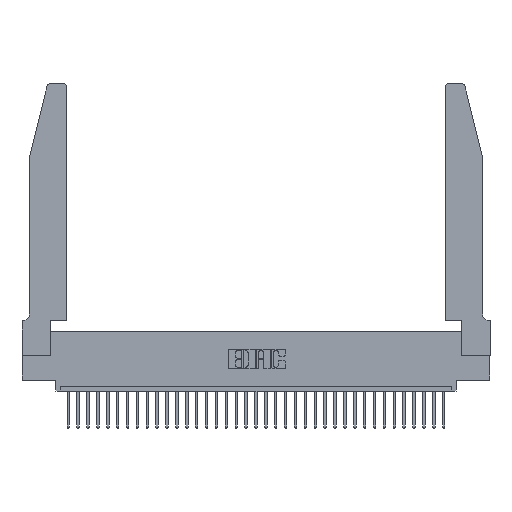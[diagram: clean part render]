
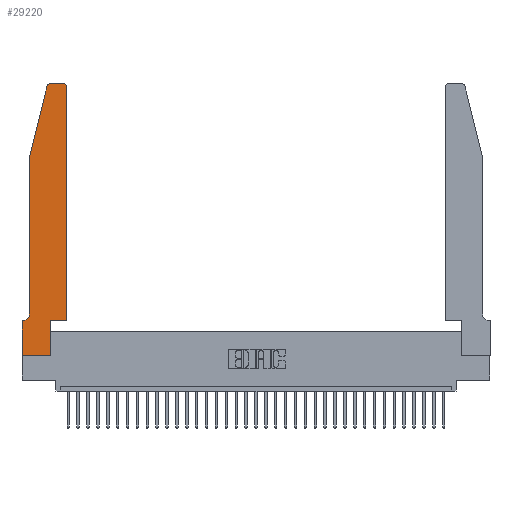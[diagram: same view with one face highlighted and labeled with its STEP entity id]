
A CAD part, top view. The second image highlights one B-rep face of the part: STEP entity #29220.
In plain terms, the highlighted planar face has unit normal (0, 0, 1).
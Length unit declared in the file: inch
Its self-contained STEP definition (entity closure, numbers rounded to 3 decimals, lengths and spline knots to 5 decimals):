
#404 = DIRECTION ( 'NONE',  ( -1., 0., 0. ) ) ;
#466 = VERTEX_POINT ( 'NONE', #16009 ) ;
#918 = LINE ( 'NONE', #8845, #28532 ) ;
#1374 = DIRECTION ( 'NONE',  ( -1., 0., 0. ) ) ;
#2184 = EDGE_CURVE ( 'NONE', #17798, #30585, #7984, .T. ) ;
#2243 = DIRECTION ( 'NONE',  ( 1., 0., 0. ) ) ;
#2407 = VERTEX_POINT ( 'NONE', #28701 ) ;
#2713 = VECTOR ( 'NONE', #7781, 39.37008 ) ;
#3125 = ORIENTED_EDGE ( 'NONE', *, *, #23016, .T. ) ;
#3329 = DIRECTION ( 'NONE',  ( 1., 0., 0. ) ) ;
#3989 = DIRECTION ( 'NONE',  ( 0., 0., 1. ) ) ;
#4037 = AXIS2_PLACEMENT_3D ( 'NONE', #14203, #24828, #1374 ) ;
#4236 = CARTESIAN_POINT ( 'NONE',  ( 0.4505, 2.72, 0.37 ) ) ;
#4434 = VECTOR ( 'NONE', #6264, 39.37008 ) ;
#5063 = ORIENTED_EDGE ( 'NONE', *, *, #2184, .T. ) ;
#5622 = LINE ( 'NONE', #24307, #28624 ) ;
#6207 = LINE ( 'NONE', #22262, #11636 ) ;
#6230 = ORIENTED_EDGE ( 'NONE', *, *, #30883, .T. ) ;
#6264 = DIRECTION ( 'NONE',  ( -1., 0., 0. ) ) ;
#6483 = VERTEX_POINT ( 'NONE', #7059 ) ;
#7059 = CARTESIAN_POINT ( 'NONE',  ( 0.25487, 2.72718, 0.37 ) ) ;
#7781 = DIRECTION ( 'NONE',  ( 0., -1., 0. ) ) ;
#7879 = LINE ( 'NONE', #31794, #10413 ) ;
#7984 = CIRCLE ( 'NONE', #4037, 0.07 ) ;
#8064 = ORIENTED_EDGE ( 'NONE', *, *, #27896, .T. ) ;
#8316 = ORIENTED_EDGE ( 'NONE', *, *, #31773, .T. ) ;
#8845 = CARTESIAN_POINT ( 'NONE',  ( 0., 0., 0.37 ) ) ;
#8992 = AXIS2_PLACEMENT_3D ( 'NONE', #12146, #28020, #20200 ) ;
#9192 = VECTOR ( 'NONE', #9924, 39.37008 ) ;
#9462 = ORIENTED_EDGE ( 'NONE', *, *, #20494, .T. ) ;
#9600 = EDGE_CURVE ( 'NONE', #24216, #17798, #29060, .T. ) ;
#9708 = EDGE_CURVE ( 'NONE', #30585, #24015, #18602, .T. ) ;
#9800 = DIRECTION ( 'NONE',  ( 0., 1., 0. ) ) ;
#9924 = DIRECTION ( 'NONE',  ( 1., 0., 0. ) ) ;
#10332 = ORIENTED_EDGE ( 'NONE', *, *, #28825, .T. ) ;
#10413 = VECTOR ( 'NONE', #31630, 39.37008 ) ;
#11636 = VECTOR ( 'NONE', #11643, 39.37008 ) ;
#11643 = DIRECTION ( 'NONE',  ( -0.239, -0.971, 0. ) ) ;
#11911 = CARTESIAN_POINT ( 'NONE',  ( 0.4205, 2.75, 0.37 ) ) ;
#12146 = CARTESIAN_POINT ( 'NONE',  ( 0.4205, 2.72, 0.37 ) ) ;
#12508 = EDGE_LOOP ( 'NONE', ( #6230, #25366, #3125, #18655, #5063, #20653, #9462, #8064, #8316, #14542, #10332, #30493 ) ) ;
#12829 = EDGE_CURVE ( 'NONE', #34641, #23925, #25310, .T. ) ;
#13074 = EDGE_CURVE ( 'NONE', #15885, #22506, #33996, .T. ) ;
#13535 = LINE ( 'NONE', #26168, #15623 ) ;
#13842 = PLANE ( 'NONE',  #24735 ) ;
#14203 = CARTESIAN_POINT ( 'NONE',  ( 0.0055, 0.42, 0.37 ) ) ;
#14220 = DIRECTION ( 'NONE',  ( 0., -1., 0. ) ) ;
#14500 = CARTESIAN_POINT ( 'NONE',  ( 0., 0.35, 0.37 ) ) ;
#14542 = ORIENTED_EDGE ( 'NONE', *, *, #12829, .T. ) ;
#15623 = VECTOR ( 'NONE', #9800, 39.37008 ) ;
#15885 = VERTEX_POINT ( 'NONE', #4236 ) ;
#16009 = CARTESIAN_POINT ( 'NONE',  ( 0., 0., 0.37 ) ) ;
#16989 = VERTEX_POINT ( 'NONE', #27506 ) ;
#17014 = DIRECTION ( 'NONE',  ( 1., 0., 0. ) ) ;
#17798 = VERTEX_POINT ( 'NONE', #32190 ) ;
#18207 = CARTESIAN_POINT ( 'NONE',  ( 0., 0., 0.37 ) ) ;
#18511 = CIRCLE ( 'NONE', #29357, 0.03 ) ;
#18602 = LINE ( 'NONE', #29503, #4434 ) ;
#18655 = ORIENTED_EDGE ( 'NONE', *, *, #9600, .T. ) ;
#18993 = DIRECTION ( 'NONE',  ( 0., 0., 1. ) ) ;
#18998 = VECTOR ( 'NONE', #2243, 39.37008 ) ;
#19348 = CARTESIAN_POINT ( 'NONE',  ( 0.284, 2.72, 0.37 ) ) ;
#20200 = DIRECTION ( 'NONE',  ( 1., 0., 0. ) ) ;
#20463 = CARTESIAN_POINT ( 'NONE',  ( 0.4505, 0.35, 0.37 ) ) ;
#20494 = EDGE_CURVE ( 'NONE', #24015, #466, #918, .T. ) ;
#20653 = ORIENTED_EDGE ( 'NONE', *, *, #9708, .T. ) ;
#22262 = CARTESIAN_POINT ( 'NONE',  ( 0.0755, 2., 0.37 ) ) ;
#22506 = VERTEX_POINT ( 'NONE', #11911 ) ;
#23016 = EDGE_CURVE ( 'NONE', #6483, #24216, #6207, .T. ) ;
#23925 = VERTEX_POINT ( 'NONE', #26881 ) ;
#24015 = VERTEX_POINT ( 'NONE', #14500 ) ;
#24216 = VERTEX_POINT ( 'NONE', #30163 ) ;
#24307 = CARTESIAN_POINT ( 'NONE',  ( 0.2605, 2.75, 0.37 ) ) ;
#24735 = AXIS2_PLACEMENT_3D ( 'NONE', #25207, #3989, #17014 ) ;
#24812 = CARTESIAN_POINT ( 'NONE',  ( 0.2865, 0.35, 0.37 ) ) ;
#24828 = DIRECTION ( 'NONE',  ( 0., 0., -1. ) ) ;
#25207 = CARTESIAN_POINT ( 'NONE',  ( 0., 0.35, 0.37 ) ) ;
#25310 = LINE ( 'NONE', #20463, #18998 ) ;
#25366 = ORIENTED_EDGE ( 'NONE', *, *, #33214, .T. ) ;
#25828 = FACE_OUTER_BOUND ( 'NONE', #12508, .T. ) ;
#26168 = CARTESIAN_POINT ( 'NONE',  ( 0.2865, 0.35, 0.37 ) ) ;
#26357 = CARTESIAN_POINT ( 'NONE',  ( 0.0755, 2., 0.37 ) ) ;
#26881 = CARTESIAN_POINT ( 'NONE',  ( 0.4505, 0.35, 0.37 ) ) ;
#27506 = CARTESIAN_POINT ( 'NONE',  ( 0.284, 2.75, 0.37 ) ) ;
#27896 = EDGE_CURVE ( 'NONE', #466, #2407, #33488, .T. ) ;
#28020 = DIRECTION ( 'NONE',  ( 0., 0., 1. ) ) ;
#28532 = VECTOR ( 'NONE', #14220, 39.37008 ) ;
#28624 = VECTOR ( 'NONE', #404, 39.37008 ) ;
#28701 = CARTESIAN_POINT ( 'NONE',  ( 0.2865, 0., 0.37 ) ) ;
#28825 = EDGE_CURVE ( 'NONE', #23925, #15885, #7879, .T. ) ;
#29060 = LINE ( 'NONE', #26357, #2713 ) ;
#29220 = ADVANCED_FACE ( 'NONE', ( #25828 ), #13842, .T. ) ;
#29357 = AXIS2_PLACEMENT_3D ( 'NONE', #19348, #18993, #3329 ) ;
#29503 = CARTESIAN_POINT ( 'NONE',  ( 0.0755, 0.35, 0.37 ) ) ;
#30163 = CARTESIAN_POINT ( 'NONE',  ( 0.0755, 2., 0.37 ) ) ;
#30493 = ORIENTED_EDGE ( 'NONE', *, *, #13074, .T. ) ;
#30585 = VERTEX_POINT ( 'NONE', #34081 ) ;
#30883 = EDGE_CURVE ( 'NONE', #22506, #16989, #5622, .T. ) ;
#31630 = DIRECTION ( 'NONE',  ( 0., 1., 0. ) ) ;
#31773 = EDGE_CURVE ( 'NONE', #2407, #34641, #13535, .T. ) ;
#31794 = CARTESIAN_POINT ( 'NONE',  ( 0.4505, 0.35, 0.37 ) ) ;
#32190 = CARTESIAN_POINT ( 'NONE',  ( 0.0755, 0.42, 0.37 ) ) ;
#33214 = EDGE_CURVE ( 'NONE', #16989, #6483, #18511, .T. ) ;
#33488 = LINE ( 'NONE', #18207, #9192 ) ;
#33996 = CIRCLE ( 'NONE', #8992, 0.03 ) ;
#34081 = CARTESIAN_POINT ( 'NONE',  ( 0.0055, 0.35, 0.37 ) ) ;
#34641 = VERTEX_POINT ( 'NONE', #24812 ) ;
